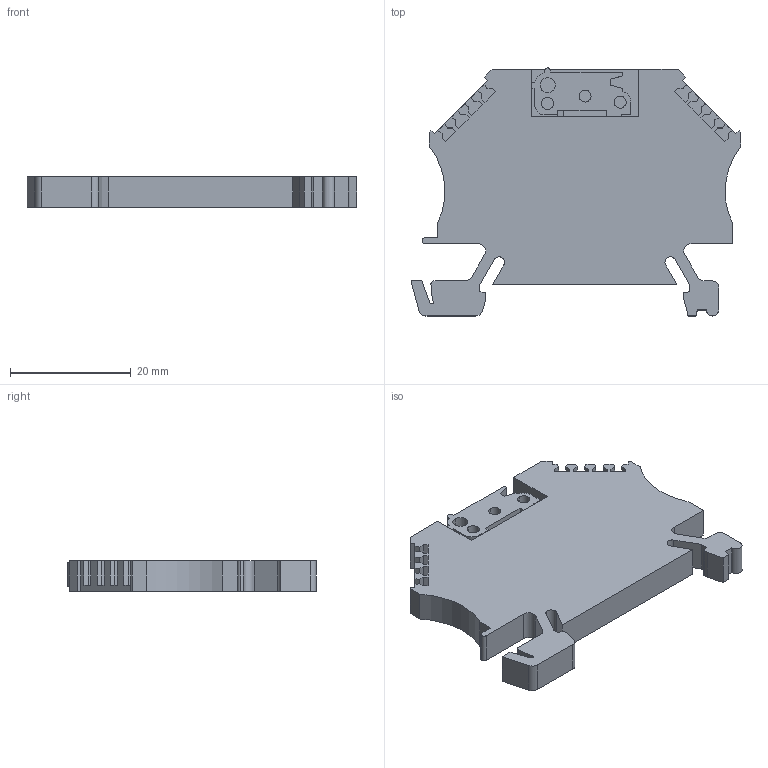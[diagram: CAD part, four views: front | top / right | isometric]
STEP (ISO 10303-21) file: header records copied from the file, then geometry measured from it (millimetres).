
FILE_DESCRIPTION (( 'STEP AP214' ), '1' );
FILE_NAME ('DN-KBD12MN.STEP', '2018-05-02T18:31:38', ( '' ), ( '' ), 'SwSTEP 2.0', 'SolidWorks 2017', '' );
FILE_SCHEMA (( 'AUTOMOTIVE_DESIGN' ));
Length unit declared in the file: inch
Products named in the file (3): 20640; 20641_1; DN-KBD12MN
Assembly tree (2 placements, depth 2):
  DN-KBD12MN
    20640
    20641_1
Bounding box: 54.6 x 41.05 x 5 mm (x, y, z)
Volume: 7240.9 mm3; surface area: 5435.2 mm2
Topology: 1 solids, 3 shells, 194 faces, 579 edges, 391 vertices
Faces by surface type: plane 149, cylinder 41, cone 4
Entity records: 8651 total; most frequent: CARTESIAN_POINT 1409, ORIENTED_EDGE 1117, DIRECTION 1058, EDGE_CURVE 579, LINE 486, VECTOR 486, VERTEX_POINT 391, AXIS2_PLACEMENT_3D 286
